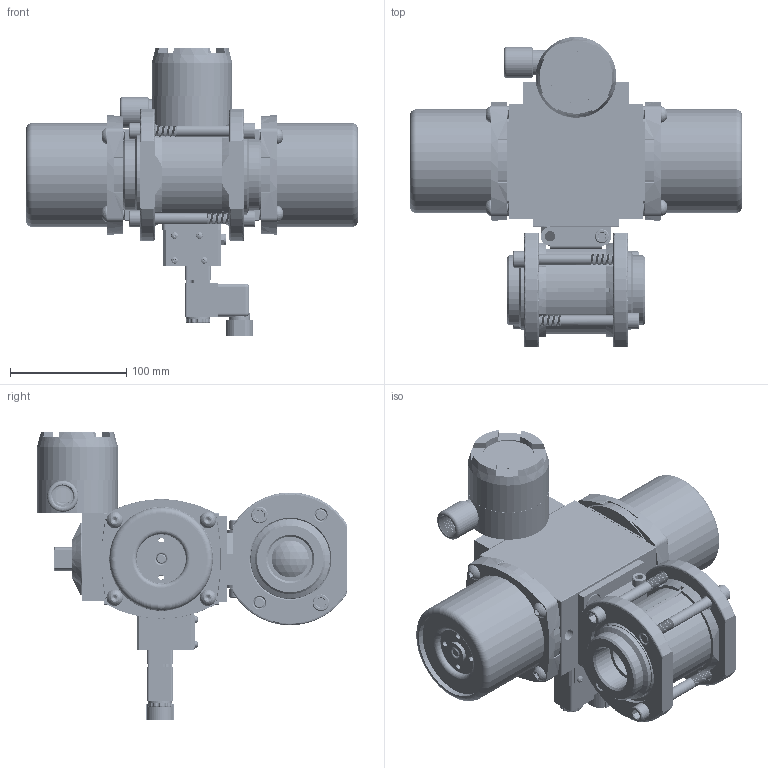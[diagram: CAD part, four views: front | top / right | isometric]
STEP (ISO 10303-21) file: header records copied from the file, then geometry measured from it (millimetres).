
FILE_DESCRIPTION (( 'STEP AP203' ), '1' );
FILE_NAME ('22XXTSWSA522SR3GPDCLS.step', '2018-06-12T12:08:27', ( '' ), ( '' ), 'SwSTEP 2.0', 'SolidWorks 2017', '' );
FILE_SCHEMA (( 'CONFIG_CONTROL_DESIGN' ));
Products named in the file (1): 22XXTSWSA522SR3GPDCLS
Bounding box: 285.09 x 266.2 x 247.55 mm (x, y, z)
Volume: 1777507.3 mm3; surface area: 663712.6 mm2
Topology: 79 solids, 79 shells, 6426 faces, 16519 edges, 10347 vertices
Faces by surface type: cylinder 2771, cone 2102, plane 1167, torus 256, bspline 100, sphere 30
Entity records: 233497 total; most frequent: CARTESIAN_POINT 76309, DIRECTION 34916, ORIENTED_EDGE 32750, EDGE_CURVE 16375, AXIS2_PLACEMENT_3D 14126, VERTEX_POINT 10345, CIRCLE 7799, EDGE_LOOP 6960
